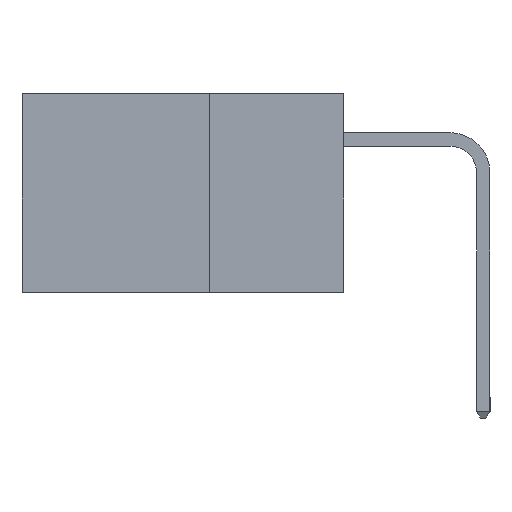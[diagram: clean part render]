
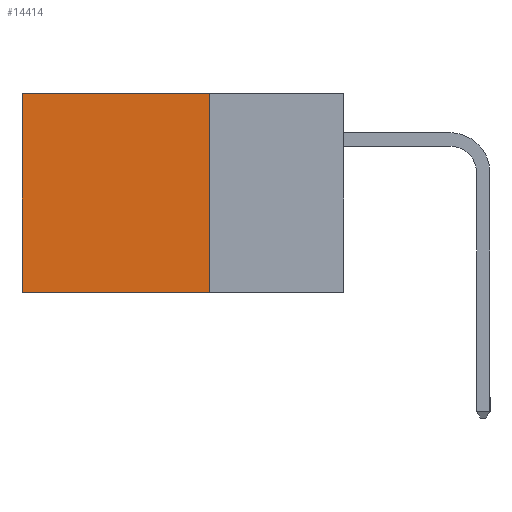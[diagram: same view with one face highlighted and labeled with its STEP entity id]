
A CAD part, left-side view. The second image highlights one B-rep face of the part: STEP entity #14414.
In plain terms, the highlighted planar face has unit normal (-1, 0, 0).
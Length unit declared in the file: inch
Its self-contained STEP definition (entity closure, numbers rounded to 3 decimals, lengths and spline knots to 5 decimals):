
#286 = VERTEX_POINT ( 'NONE', #6236 ) ;
#813 = VERTEX_POINT ( 'NONE', #4023 ) ;
#1530 = ORIENTED_EDGE ( 'NONE', *, *, #5023, .T. ) ;
#2235 = ORIENTED_EDGE ( 'NONE', *, *, #5159, .T. ) ;
#2359 = VERTEX_POINT ( 'NONE', #5990 ) ;
#2361 = DIRECTION ( 'NONE',  ( 0., 0., -1. ) ) ;
#2817 = LINE ( 'NONE', #14446, #14246 ) ;
#3308 = CARTESIAN_POINT ( 'NONE',  ( 0.2615, 0.25, -0.37 ) ) ;
#3810 = FACE_OUTER_BOUND ( 'NONE', #4366, .T. ) ;
#4023 = CARTESIAN_POINT ( 'NONE',  ( 0.2615, 0.25, -0.37 ) ) ;
#4116 = CARTESIAN_POINT ( 'NONE',  ( 0.2615, 0.25, -0.37 ) ) ;
#4366 = EDGE_LOOP ( 'NONE', ( #2235, #17997, #12635, #1530 ) ) ;
#5023 = EDGE_CURVE ( 'NONE', #11728, #2359, #2817, .T. ) ;
#5159 = EDGE_CURVE ( 'NONE', #2359, #286, #16368, .T. ) ;
#5990 = CARTESIAN_POINT ( 'NONE',  ( 0.2615, 0.6, 0. ) ) ;
#6164 = CARTESIAN_POINT ( 'NONE',  ( 0.2615, 0.25, 0. ) ) ;
#6236 = CARTESIAN_POINT ( 'NONE',  ( 0.2615, 0.6, -0.37 ) ) ;
#7263 = DIRECTION ( 'NONE',  ( 0., 0., -1. ) ) ;
#8001 = LINE ( 'NONE', #4116, #11185 ) ;
#8407 = AXIS2_PLACEMENT_3D ( 'NONE', #8855, #19588, #10441 ) ;
#8855 = CARTESIAN_POINT ( 'NONE',  ( 0.2615, 0.25, -0.37 ) ) ;
#9162 = VECTOR ( 'NONE', #17178, 39.37008 ) ;
#9611 = EDGE_CURVE ( 'NONE', #11728, #813, #8001, .T. ) ;
#10441 = DIRECTION ( 'NONE',  ( 0., 0., -1. ) ) ;
#11185 = VECTOR ( 'NONE', #7263, 39.37008 ) ;
#11728 = VERTEX_POINT ( 'NONE', #6164 ) ;
#11840 = VECTOR ( 'NONE', #2361, 39.37008 ) ;
#12635 = ORIENTED_EDGE ( 'NONE', *, *, #9611, .F. ) ;
#13258 = CARTESIAN_POINT ( 'NONE',  ( 0.2615, 0.6, -0.37 ) ) ;
#14246 = VECTOR ( 'NONE', #15982, 39.37008 ) ;
#14414 = ADVANCED_FACE ( 'NONE', ( #3810 ), #16544, .F. ) ;
#14446 = CARTESIAN_POINT ( 'NONE',  ( 0.2615, 0.25, 0. ) ) ;
#15982 = DIRECTION ( 'NONE',  ( 0., 1., 0. ) ) ;
#16368 = LINE ( 'NONE', #13258, #11840 ) ;
#16544 = PLANE ( 'NONE',  #8407 ) ;
#17178 = DIRECTION ( 'NONE',  ( 0., 1., 0. ) ) ;
#17352 = LINE ( 'NONE', #3308, #9162 ) ;
#17501 = EDGE_CURVE ( 'NONE', #813, #286, #17352, .T. ) ;
#17997 = ORIENTED_EDGE ( 'NONE', *, *, #17501, .F. ) ;
#19588 = DIRECTION ( 'NONE',  ( 1., 0., 0. ) ) ;
